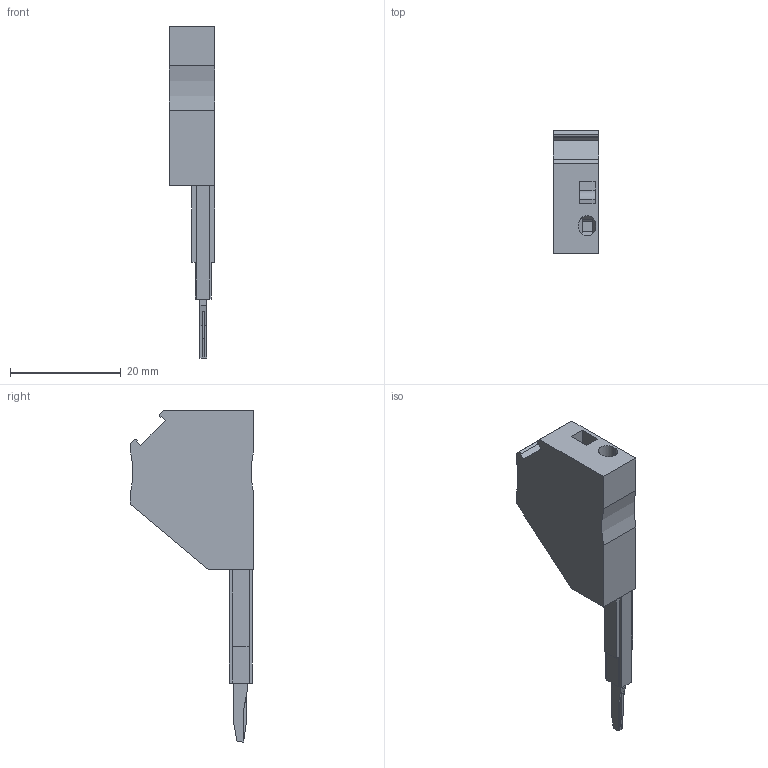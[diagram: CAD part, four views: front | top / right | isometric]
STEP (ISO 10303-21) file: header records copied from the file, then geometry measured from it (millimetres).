
FILE_DESCRIPTION(('Creo Elements/Direct Modeling STEP Export'),'2;1');
FILE_NAME('model.stp','2018-01-03T13:23:40',(''),(''),'Creo Elements/Direct Modeling STEP processor for AP214 (Solid Model)','Creo Elements/Direct Modeling 18.1I 14-Aug-2016 (C) Parametric Technology GmbH','');
FILE_SCHEMA(('AUTOMOTIVE_DESIGN { 1 0 10303 214 1 1 1 1 }'));
Length unit declared in the file: millimetre
Products named in the file (2): PS_8-select
Assembly tree (1 placements, depth 2):
  PS_8-select
    PS_8-select
Bounding box: 8.2 x 22.3 x 59.83 mm (x, y, z)
Volume: 4431.1 mm3; surface area: 2486.1 mm2
Topology: 1 solids, 1 shells, 71 faces, 194 edges, 128 vertices
Faces by surface type: plane 65, cylinder 6
Entity records: 2808 total; most frequent: CARTESIAN_POINT 391, ORIENTED_EDGE 388, DIRECTION 351, EDGE_CURVE 194, VECTOR 175, LINE 175, VERTEX_POINT 128, AXIS2_PLACEMENT_3D 88
